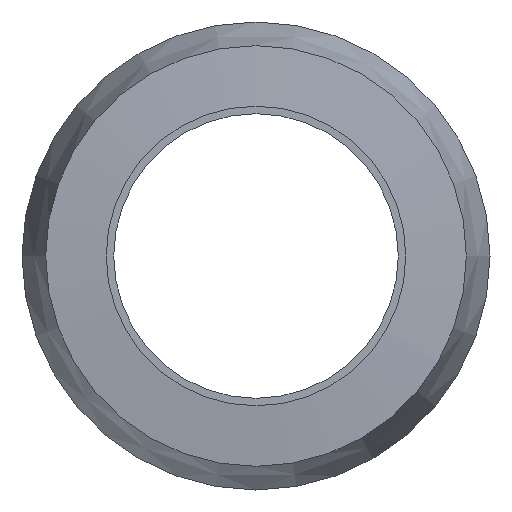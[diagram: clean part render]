
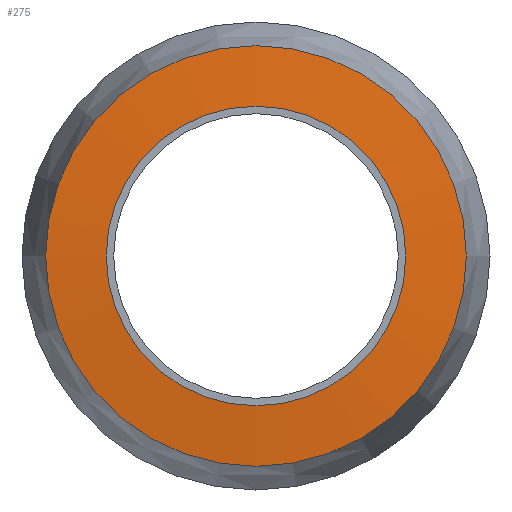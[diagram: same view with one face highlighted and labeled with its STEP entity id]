
A CAD part, left-side view. The second image highlights one B-rep face of the part: STEP entity #275.
In plain terms, the highlighted conical face has half-angle 85 degrees and reference radius 19.236 mm.
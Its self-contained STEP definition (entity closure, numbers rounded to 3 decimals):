
#15=CONICAL_SURFACE('',#308,19.236,85.);
#34=FACE_BOUND('',#88,.T.);
#57=FACE_OUTER_BOUND('',#87,.T.);
#87=EDGE_LOOP('',(#202));
#88=EDGE_LOOP('',(#203));
#126=CIRCLE('',#307,22.472);
#127=CIRCLE('',#309,16.);
#149=VERTEX_POINT('',#455);
#150=VERTEX_POINT('',#458);
#172=EDGE_CURVE('',#149,#149,#126,.T.);
#173=EDGE_CURVE('',#150,#150,#127,.T.);
#202=ORIENTED_EDGE('',*,*,#173,.F.);
#203=ORIENTED_EDGE('',*,*,#172,.T.);
#275=ADVANCED_FACE('',(#57,#34),#15,.T.);
#307=AXIS2_PLACEMENT_3D('',#456,#369,#370);
#308=AXIS2_PLACEMENT_3D('',#457,#371,#372);
#309=AXIS2_PLACEMENT_3D('',#459,#373,#374);
#369=DIRECTION('center_axis',(-1.,0.,0.));
#370=DIRECTION('ref_axis',(0.,0.,1.));
#371=DIRECTION('center_axis',(1.,0.,0.));
#372=DIRECTION('ref_axis',(0.,1.,0.));
#373=DIRECTION('center_axis',(-1.,0.,0.));
#374=DIRECTION('ref_axis',(0.,0.,1.));
#455=CARTESIAN_POINT('',(-86.434,22.472,0.));
#456=CARTESIAN_POINT('Origin',(-86.434,0.,0.));
#457=CARTESIAN_POINT('Origin',(-86.717,0.,0.));
#458=CARTESIAN_POINT('',(-87.,16.,0.));
#459=CARTESIAN_POINT('Origin',(-87.,0.,0.));
